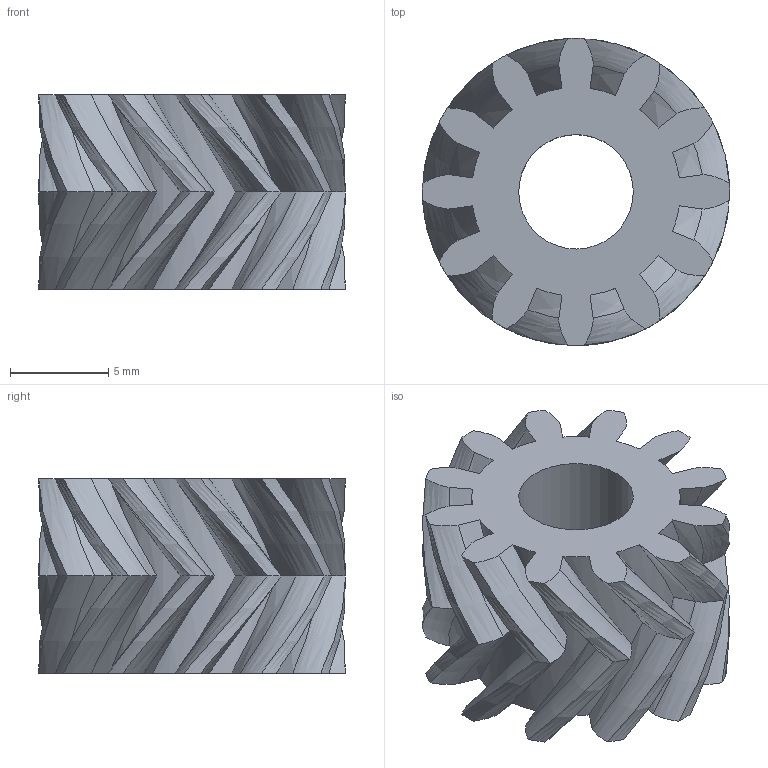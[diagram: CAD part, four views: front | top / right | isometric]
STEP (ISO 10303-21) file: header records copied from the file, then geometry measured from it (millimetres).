
FILE_DESCRIPTION(/* description */ (''),/* implementation_level */ '2;1');
FILE_NAME(/* name */ 'screw_gear_metal.stp',/* time_stamp */ '2025-01-01T16:44:47-05:00',/* author */ ('Kenny'),/* organization */ (''),/* preprocessor_version */ 'ST-DEVELOPER v20',/* originating_system */ 'Autodesk Inventor 2025',/* authorisation */ '');
FILE_SCHEMA (('AUTOMOTIVE_DESIGN { 1 0 10303 214 3 1 1 }'));
Length unit declared in the file: millimetre
Products named in the file (1): 12_t_on_motor_screw_metal
Bounding box: 15.66 x 15.66 x 9.9 mm (x, y, z)
Volume: 956.4 mm3; surface area: 1465.1 mm2
Topology: 1 solids, 1 shells, 137 faces, 354 edges, 220 vertices
Faces by surface type: bspline 120, cylinder 14, plane 3
Full cylindrical faces by diameter (mm): 5.84 x1, 7.82 x1
Entity records: 8230 total; most frequent: CARTESIAN_POINT 5600, ORIENTED_EDGE 708, EDGE_CURVE 354, B_SPLINE_CURVE_WITH_KNOTS 288, VERTEX_POINT 220, DIRECTION 166, EDGE_LOOP 140, FACE_OUTER_BOUND 137
